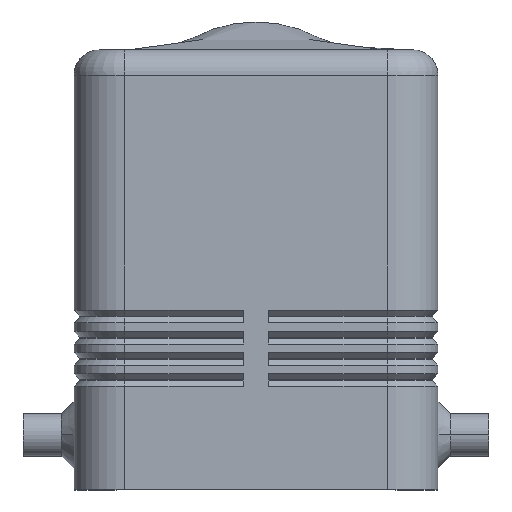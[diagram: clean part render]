
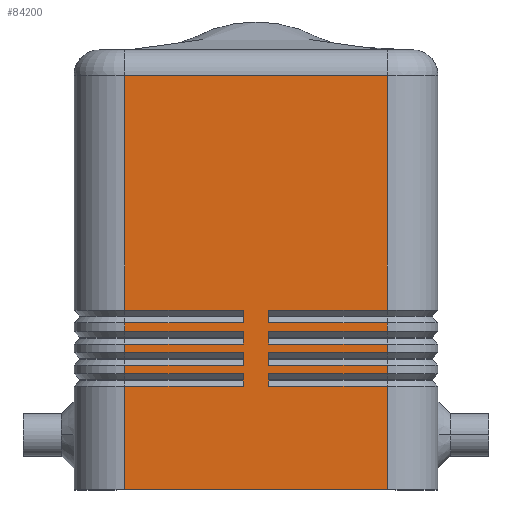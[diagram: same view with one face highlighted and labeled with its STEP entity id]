
A CAD part, left-side view. The second image highlights one B-rep face of the part: STEP entity #84200.
In plain terms, the highlighted planar face has unit normal (-1, 0, 0).
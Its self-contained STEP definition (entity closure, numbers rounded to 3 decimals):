
#2420=CARTESIAN_POINT('',(-36.5,-15.5,13.75));
#2430=VERTEX_POINT('',#2420);
#2870=CARTESIAN_POINT('',(-36.5,-15.5,12.25));
#2880=DIRECTION('',(0.,0.,-1.));
#2890=VECTOR('',#2880,12.25);
#2900=LINE('',#2870,#2890);
#2910=CARTESIAN_POINT('',(-36.5,-15.5,12.25));
#2920=VERTEX_POINT('',#2910);
#2930=CARTESIAN_POINT('',(-36.5,-15.5,0.));
#2940=VERTEX_POINT('',#2930);
#2950=EDGE_CURVE('',#2920,#2940,#2900,.T.);
#5740=CARTESIAN_POINT('',(-36.5,-15.5,16.25));
#5750=VERTEX_POINT('',#5740);
#6190=CARTESIAN_POINT('',(-36.5,-15.5,14.75));
#6200=DIRECTION('',(0.,0.,-1.));
#6210=VECTOR('',#6200,1.);
#6220=LINE('',#6190,#6210);
#6230=CARTESIAN_POINT('',(-36.5,-15.5,14.75));
#6240=VERTEX_POINT('',#6230);
#6250=EDGE_CURVE('',#6240,#2430,#6220,.T.);
#8280=CARTESIAN_POINT('',(-36.5,-15.5,18.75));
#8290=VERTEX_POINT('',#8280);
#8730=CARTESIAN_POINT('',(-36.5,-15.5,17.25));
#8740=DIRECTION('',(0.,0.,-1.));
#8750=VECTOR('',#8740,1.);
#8760=LINE('',#8730,#8750);
#8770=CARTESIAN_POINT('',(-36.5,-15.5,17.25));
#8780=VERTEX_POINT('',#8770);
#8790=EDGE_CURVE('',#8780,#5750,#8760,.T.);
#10290=CARTESIAN_POINT('',(-36.5,-15.5,49.));
#10300=DIRECTION('',(0.,0.,-1.));
#10310=VECTOR('',#10300,27.75);
#10320=LINE('',#10290,#10310);
#10330=CARTESIAN_POINT('',(-36.5,-15.5,49.));
#10340=VERTEX_POINT('',#10330);
#10350=CARTESIAN_POINT('',(-36.5,-15.5,21.25));
#10360=VERTEX_POINT('',#10350);
#10370=EDGE_CURVE('',#10340,#10360,#10320,.T.);
#11560=CARTESIAN_POINT('',(-36.5,-15.5,19.75));
#11570=DIRECTION('',(0.,0.,-1.));
#11580=VECTOR('',#11570,1.);
#11590=LINE('',#11560,#11580);
#11600=CARTESIAN_POINT('',(-36.5,-15.5,19.75));
#11610=VERTEX_POINT('',#11600);
#11620=EDGE_CURVE('',#11610,#8290,#11590,.T.);
#13270=CARTESIAN_POINT('',(-36.5,15.5,13.75));
#13280=VERTEX_POINT('',#13270);
#14590=CARTESIAN_POINT('',(-36.5,15.5,0.));
#14600=DIRECTION('',(0.,0.,1.));
#14610=VECTOR('',#14600,12.25);
#14620=LINE('',#14590,#14610);
#14630=CARTESIAN_POINT('',(-36.5,15.5,0.));
#14640=VERTEX_POINT('',#14630);
#14650=CARTESIAN_POINT('',(-36.5,15.5,12.25));
#14660=VERTEX_POINT('',#14650);
#14670=EDGE_CURVE('',#14640,#14660,#14620,.T.);
#17810=CARTESIAN_POINT('',(-36.5,15.5,18.75));
#17820=DIRECTION('',(0.,0.,1.));
#17830=VECTOR('',#17820,1.);
#17840=LINE('',#17810,#17830);
#17850=CARTESIAN_POINT('',(-36.5,15.5,18.75));
#17860=VERTEX_POINT('',#17850);
#17870=CARTESIAN_POINT('',(-36.5,15.5,19.75));
#17880=VERTEX_POINT('',#17870);
#17890=EDGE_CURVE('',#17860,#17880,#17840,.T.);
#18300=CARTESIAN_POINT('',(-36.5,15.5,21.25));
#18310=DIRECTION('',(0.,0.,1.));
#18320=VECTOR('',#18310,27.75);
#18330=LINE('',#18300,#18320);
#18340=CARTESIAN_POINT('',(-36.5,15.5,21.25));
#18350=VERTEX_POINT('',#18340);
#18360=CARTESIAN_POINT('',(-36.5,15.5,49.));
#18370=VERTEX_POINT('',#18360);
#18380=EDGE_CURVE('',#18350,#18370,#18330,.T.);
#18790=CARTESIAN_POINT('',(-36.5,15.5,16.25));
#18800=DIRECTION('',(0.,0.,1.));
#18810=VECTOR('',#18800,1.);
#18820=LINE('',#18790,#18810);
#18830=CARTESIAN_POINT('',(-36.5,15.5,16.25));
#18840=VERTEX_POINT('',#18830);
#18850=CARTESIAN_POINT('',(-36.5,15.5,17.25));
#18860=VERTEX_POINT('',#18850);
#18870=EDGE_CURVE('',#18840,#18860,#18820,.T.);
#20060=CARTESIAN_POINT('',(-36.5,15.5,13.75));
#20070=DIRECTION('',(0.,0.,1.));
#20080=VECTOR('',#20070,1.);
#20090=LINE('',#20060,#20080);
#20100=CARTESIAN_POINT('',(-36.5,15.5,14.75));
#20110=VERTEX_POINT('',#20100);
#20120=EDGE_CURVE('',#13280,#20110,#20090,.T.);
#32070=CARTESIAN_POINT('',(-36.5,15.5,49.));
#32080=DIRECTION('',(0.,-1.,0.));
#32090=VECTOR('',#32080,31.);
#32100=LINE('',#32070,#32090);
#32110=EDGE_CURVE('',#18370,#10340,#32100,.T.);
#53310=CARTESIAN_POINT('',(-36.5,-15.5,0.));
#53320=DIRECTION('',(0.,1.,0.));
#53330=VECTOR('',#53320,31.);
#53340=LINE('',#53310,#53330);
#53350=EDGE_CURVE('',#2940,#14640,#53340,.T.);
#61850=CARTESIAN_POINT('',(-36.5,-1.5,14.75));
#61860=VERTEX_POINT('',#61850);
#61910=CARTESIAN_POINT('',(-36.5,-1.5,16.25));
#61920=DIRECTION('',(0.,0.,-1.));
#61930=VECTOR('',#61920,1.5);
#61940=LINE('',#61910,#61930);
#61950=CARTESIAN_POINT('',(-36.5,-1.5,16.25));
#61960=VERTEX_POINT('',#61950);
#61970=EDGE_CURVE('',#61960,#61860,#61940,.T.);
#65310=CARTESIAN_POINT('',(-36.5,-1.5,13.75));
#65320=VERTEX_POINT('',#65310);
#65350=CARTESIAN_POINT('',(-36.5,-15.5,13.75));
#65360=DIRECTION('',(0.,1.,0.));
#65370=VECTOR('',#65360,14.);
#65380=LINE('',#65350,#65370);
#65390=EDGE_CURVE('',#2430,#65320,#65380,.T.);
#74510=CARTESIAN_POINT('',(-36.5,1.5,19.75));
#74520=VERTEX_POINT('',#74510);
#74550=CARTESIAN_POINT('',(-36.5,15.5,19.75));
#74560=DIRECTION('',(0.,-1.,0.));
#74570=VECTOR('',#74560,14.);
#74580=LINE('',#74550,#74570);
#74590=EDGE_CURVE('',#17880,#74520,#74580,.T.);
#75440=CARTESIAN_POINT('',(-36.5,-1.5,12.25));
#75450=DIRECTION('',(0.,-1.,0.));
#75460=VECTOR('',#75450,14.);
#75470=LINE('',#75440,#75460);
#75480=CARTESIAN_POINT('',(-36.5,-1.5,12.25));
#75490=VERTEX_POINT('',#75480);
#75500=EDGE_CURVE('',#75490,#2920,#75470,.T.);
#77450=CARTESIAN_POINT('',(-36.5,1.5,21.25));
#77460=DIRECTION('',(0.,1.,0.));
#77470=VECTOR('',#77460,14.);
#77480=LINE('',#77450,#77470);
#77490=CARTESIAN_POINT('',(-36.5,1.5,21.25));
#77500=VERTEX_POINT('',#77490);
#77510=EDGE_CURVE('',#77500,#18350,#77480,.T.);
#77950=CARTESIAN_POINT('',(-36.5,1.5,17.25));
#77960=VERTEX_POINT('',#77950);
#77990=CARTESIAN_POINT('',(-36.5,15.5,17.25));
#78000=DIRECTION('',(0.,-1.,0.));
#78010=VECTOR('',#78000,14.);
#78020=LINE('',#77990,#78010);
#78030=EDGE_CURVE('',#18860,#77960,#78020,.T.);
#78220=CARTESIAN_POINT('',(-36.5,-1.5,13.75));
#78230=DIRECTION('',(0.,0.,-1.));
#78240=VECTOR('',#78230,1.5);
#78250=LINE('',#78220,#78240);
#78260=EDGE_CURVE('',#65320,#75490,#78250,.T.);
#80870=CARTESIAN_POINT('',(-36.5,1.5,18.75));
#80880=DIRECTION('',(0.,1.,0.));
#80890=VECTOR('',#80880,14.);
#80900=LINE('',#80870,#80890);
#80910=CARTESIAN_POINT('',(-36.5,1.5,18.75));
#80920=VERTEX_POINT('',#80910);
#80930=EDGE_CURVE('',#80920,#17860,#80900,.T.);
#81690=CARTESIAN_POINT('',(-36.5,1.5,14.75));
#81700=VERTEX_POINT('',#81690);
#81730=CARTESIAN_POINT('',(-36.5,15.5,14.75));
#81740=DIRECTION('',(0.,-1.,0.));
#81750=VECTOR('',#81740,14.);
#81760=LINE('',#81730,#81750);
#81770=EDGE_CURVE('',#20110,#81700,#81760,.T.);
#82880=CARTESIAN_POINT('',(-36.5,0.,52.));
#82890=DIRECTION('',(-1.,0.,0.));
#82900=DIRECTION('',(0.,0.,1.));
#82910=AXIS2_PLACEMENT_3D('',#82880,#82890,#82900);
#82920=PLANE('',#82910);
#82930=ORIENTED_EDGE('',*,*,#10370,.F.);
#82940=CARTESIAN_POINT('',(-36.5,-15.5,21.25));
#82950=DIRECTION('',(0.,1.,0.));
#82960=VECTOR('',#82950,14.);
#82970=LINE('',#82940,#82960);
#82980=CARTESIAN_POINT('',(-36.5,-1.5,21.25));
#82990=VERTEX_POINT('',#82980);
#83000=EDGE_CURVE('',#10360,#82990,#82970,.T.);
#83010=ORIENTED_EDGE('',*,*,#83000,.F.);
#83020=CARTESIAN_POINT('',(-36.5,-1.5,21.25));
#83030=DIRECTION('',(0.,0.,-1.));
#83040=VECTOR('',#83030,1.5);
#83050=LINE('',#83020,#83040);
#83060=CARTESIAN_POINT('',(-36.5,-1.5,19.75));
#83070=VERTEX_POINT('',#83060);
#83080=EDGE_CURVE('',#82990,#83070,#83050,.T.);
#83090=ORIENTED_EDGE('',*,*,#83080,.F.);
#83100=CARTESIAN_POINT('',(-36.5,-1.5,19.75));
#83110=DIRECTION('',(0.,-1.,0.));
#83120=VECTOR('',#83110,14.);
#83130=LINE('',#83100,#83120);
#83140=EDGE_CURVE('',#83070,#11610,#83130,.T.);
#83150=ORIENTED_EDGE('',*,*,#83140,.F.);
#83160=ORIENTED_EDGE('',*,*,#11620,.F.);
#83170=CARTESIAN_POINT('',(-36.5,-15.5,18.75));
#83180=DIRECTION('',(0.,1.,0.));
#83190=VECTOR('',#83180,14.);
#83200=LINE('',#83170,#83190);
#83210=CARTESIAN_POINT('',(-36.5,-1.5,18.75));
#83220=VERTEX_POINT('',#83210);
#83230=EDGE_CURVE('',#8290,#83220,#83200,.T.);
#83240=ORIENTED_EDGE('',*,*,#83230,.F.);
#83250=CARTESIAN_POINT('',(-36.5,-1.5,18.75));
#83260=DIRECTION('',(0.,0.,-1.));
#83270=VECTOR('',#83260,1.5);
#83280=LINE('',#83250,#83270);
#83290=CARTESIAN_POINT('',(-36.5,-1.5,17.25));
#83300=VERTEX_POINT('',#83290);
#83310=EDGE_CURVE('',#83220,#83300,#83280,.T.);
#83320=ORIENTED_EDGE('',*,*,#83310,.F.);
#83330=CARTESIAN_POINT('',(-36.5,-1.5,17.25));
#83340=DIRECTION('',(0.,-1.,0.));
#83350=VECTOR('',#83340,14.);
#83360=LINE('',#83330,#83350);
#83370=EDGE_CURVE('',#83300,#8780,#83360,.T.);
#83380=ORIENTED_EDGE('',*,*,#83370,.F.);
#83390=ORIENTED_EDGE('',*,*,#8790,.F.);
#83400=CARTESIAN_POINT('',(-36.5,-15.5,16.25));
#83410=DIRECTION('',(0.,1.,0.));
#83420=VECTOR('',#83410,14.);
#83430=LINE('',#83400,#83420);
#83440=EDGE_CURVE('',#5750,#61960,#83430,.T.);
#83450=ORIENTED_EDGE('',*,*,#83440,.F.);
#83460=ORIENTED_EDGE('',*,*,#61970,.F.);
#83470=CARTESIAN_POINT('',(-36.5,-1.5,14.75));
#83480=DIRECTION('',(0.,-1.,0.));
#83490=VECTOR('',#83480,14.);
#83500=LINE('',#83470,#83490);
#83510=EDGE_CURVE('',#61860,#6240,#83500,.T.);
#83520=ORIENTED_EDGE('',*,*,#83510,.F.);
#83530=ORIENTED_EDGE('',*,*,#6250,.F.);
#83540=ORIENTED_EDGE('',*,*,#65390,.F.);
#83550=ORIENTED_EDGE('',*,*,#78260,.F.);
#83560=ORIENTED_EDGE('',*,*,#75500,.F.);
#83570=ORIENTED_EDGE('',*,*,#2950,.F.);
#83580=ORIENTED_EDGE('',*,*,#53350,.F.);
#83590=ORIENTED_EDGE('',*,*,#14670,.F.);
#83600=CARTESIAN_POINT('',(-36.5,15.5,12.25));
#83610=DIRECTION('',(0.,-1.,0.));
#83620=VECTOR('',#83610,14.);
#83630=LINE('',#83600,#83620);
#83640=CARTESIAN_POINT('',(-36.5,1.5,12.25));
#83650=VERTEX_POINT('',#83640);
#83660=EDGE_CURVE('',#14660,#83650,#83630,.T.);
#83670=ORIENTED_EDGE('',*,*,#83660,.F.);
#83680=CARTESIAN_POINT('',(-36.5,1.5,12.25));
#83690=DIRECTION('',(0.,0.,1.));
#83700=VECTOR('',#83690,1.5);
#83710=LINE('',#83680,#83700);
#83720=CARTESIAN_POINT('',(-36.5,1.5,13.75));
#83730=VERTEX_POINT('',#83720);
#83740=EDGE_CURVE('',#83650,#83730,#83710,.T.);
#83750=ORIENTED_EDGE('',*,*,#83740,.F.);
#83760=CARTESIAN_POINT('',(-36.5,1.5,13.75));
#83770=DIRECTION('',(0.,1.,0.));
#83780=VECTOR('',#83770,14.);
#83790=LINE('',#83760,#83780);
#83800=EDGE_CURVE('',#83730,#13280,#83790,.T.);
#83810=ORIENTED_EDGE('',*,*,#83800,.F.);
#83820=ORIENTED_EDGE('',*,*,#20120,.F.);
#83830=ORIENTED_EDGE('',*,*,#81770,.F.);
#83840=CARTESIAN_POINT('',(-36.5,1.5,14.75));
#83850=DIRECTION('',(0.,0.,1.));
#83860=VECTOR('',#83850,1.5);
#83870=LINE('',#83840,#83860);
#83880=CARTESIAN_POINT('',(-36.5,1.5,16.25));
#83890=VERTEX_POINT('',#83880);
#83900=EDGE_CURVE('',#81700,#83890,#83870,.T.);
#83910=ORIENTED_EDGE('',*,*,#83900,.F.);
#83920=CARTESIAN_POINT('',(-36.5,1.5,16.25));
#83930=DIRECTION('',(0.,1.,0.));
#83940=VECTOR('',#83930,14.);
#83950=LINE('',#83920,#83940);
#83960=EDGE_CURVE('',#83890,#18840,#83950,.T.);
#83970=ORIENTED_EDGE('',*,*,#83960,.F.);
#83980=ORIENTED_EDGE('',*,*,#18870,.F.);
#83990=ORIENTED_EDGE('',*,*,#78030,.F.);
#84000=CARTESIAN_POINT('',(-36.5,1.5,17.25));
#84010=DIRECTION('',(0.,0.,1.));
#84020=VECTOR('',#84010,1.5);
#84030=LINE('',#84000,#84020);
#84040=EDGE_CURVE('',#77960,#80920,#84030,.T.);
#84050=ORIENTED_EDGE('',*,*,#84040,.F.);
#84060=ORIENTED_EDGE('',*,*,#80930,.F.);
#84070=ORIENTED_EDGE('',*,*,#17890,.F.);
#84080=ORIENTED_EDGE('',*,*,#74590,.F.);
#84090=CARTESIAN_POINT('',(-36.5,1.5,19.75));
#84100=DIRECTION('',(0.,0.,1.));
#84110=VECTOR('',#84100,1.5);
#84120=LINE('',#84090,#84110);
#84130=EDGE_CURVE('',#74520,#77500,#84120,.T.);
#84140=ORIENTED_EDGE('',*,*,#84130,.F.);
#84150=ORIENTED_EDGE('',*,*,#77510,.F.);
#84160=ORIENTED_EDGE('',*,*,#18380,.F.);
#84170=ORIENTED_EDGE('',*,*,#32110,.F.);
#84180=EDGE_LOOP('',(#84170,#84160,#84150,#84140,#84080,#84070,#84060,
#84050,#83990,#83980,#83970,#83910,#83830,#83820,#83810,#83750,#83670,
#83590,#83580,#83570,#83560,#83550,#83540,#83530,#83520,#83460,#83450,
#83390,#83380,#83320,#83240,#83160,#83150,#83090,#83010,#82930));
#84190=FACE_OUTER_BOUND('',#84180,.T.);
#84200=ADVANCED_FACE('',(#84190),#82920,.T.);
